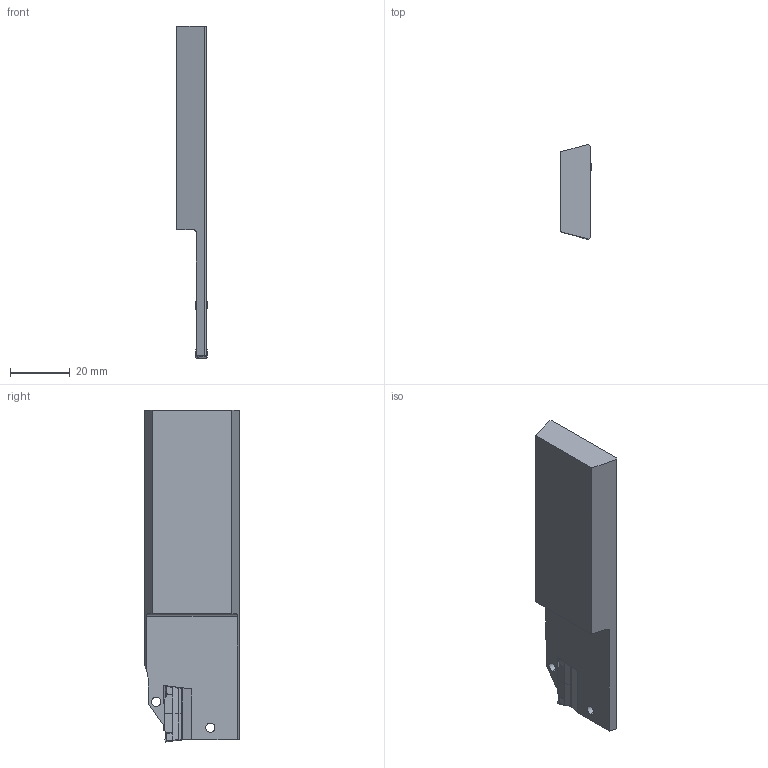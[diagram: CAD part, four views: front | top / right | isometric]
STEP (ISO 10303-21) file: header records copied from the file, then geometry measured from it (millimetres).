
FILE_DESCRIPTION(('CATIA V5 STEP','CAx-IF Rec.Pracs.--- Model Styling and Organization---1.2---2011-12-15'),'2;1');
FILE_NAME('2301340_L.stp','2021-06-18T06:52:00+00:00',('none'),('none'),'CATIA Version 5 Release 21 SP 5 (IN-10)','CATIA V5 STEP AP214','none');
FILE_SCHEMA(('AUTOMOTIVE_DESIGN { 1 0 10303 214 1 1 1 1 }'));
Length unit declared in the file: millimetre
Products named in the file (1): DGFHR 32T41-4
Bounding box: 10.29 x 31.62 x 110.78 mm (x, y, z)
Volume: 23983.3 mm3; surface area: 8862 mm2
Topology: 2 solids, 2 shells, 118 faces, 362 edges, 249 vertices
Faces by surface type: plane 75, cylinder 23, bspline 20
Entity records: 10651 total; most frequent: CARTESIAN_POINT 7740, ORIENTED_EDGE 700, DIRECTION 384, EDGE_CURVE 350, VERTEX_POINT 236, VECTOR 182, LINE 182, B_SPLINE_CURVE_WITH_KNOTS 164
